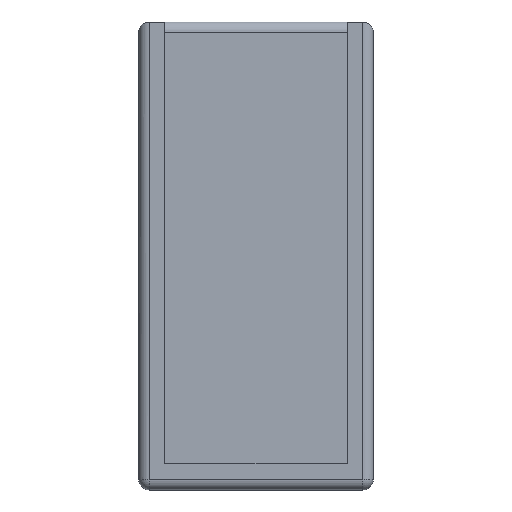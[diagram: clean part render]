
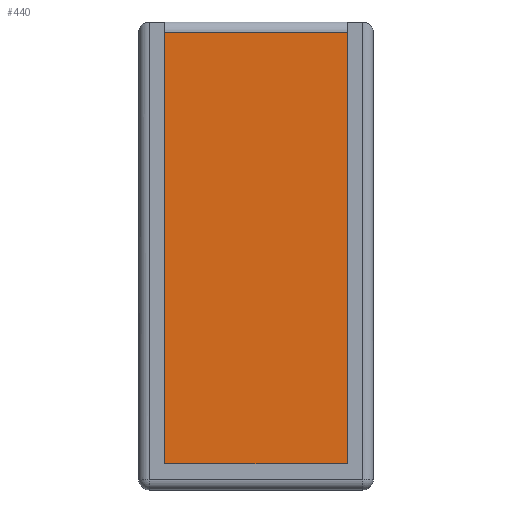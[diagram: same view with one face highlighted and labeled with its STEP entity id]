
A CAD part, top view. The second image highlights one B-rep face of the part: STEP entity #440.
In plain terms, the highlighted planar face has unit normal (0, 0, 1).
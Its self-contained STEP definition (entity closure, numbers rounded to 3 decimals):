
#22=PLANE('',#497);
#49=FACE_OUTER_BOUND('',#74,.T.);
#74=EDGE_LOOP('',(#374,#375,#376,#377));
#105=LINE('',#729,#146);
#118=LINE('',#768,#159);
#121=LINE('',#774,#162);
#122=LINE('',#775,#163);
#146=VECTOR('',#562,2.);
#159=VECTOR('',#607,10.);
#162=VECTOR('',#614,10.);
#163=VECTOR('',#615,10.);
#211=VERTEX_POINT('',#726);
#212=VERTEX_POINT('',#728);
#222=VERTEX_POINT('',#767);
#223=VERTEX_POINT('',#773);
#257=EDGE_CURVE('',#211,#212,#105,.T.);
#278=EDGE_CURVE('',#222,#212,#118,.T.);
#281=EDGE_CURVE('',#211,#223,#121,.T.);
#282=EDGE_CURVE('',#223,#222,#122,.T.);
#374=ORIENTED_EDGE('',*,*,#257,.F.);
#375=ORIENTED_EDGE('',*,*,#281,.T.);
#376=ORIENTED_EDGE('',*,*,#282,.T.);
#377=ORIENTED_EDGE('',*,*,#278,.T.);
#440=ADVANCED_FACE('',(#49),#22,.T.);
#497=AXIS2_PLACEMENT_3D('',#772,#612,#613);
#562=DIRECTION('',(1.,0.,0.));
#607=DIRECTION('',(0.,1.,0.));
#612=DIRECTION('center_axis',(0.,0.,1.));
#613=DIRECTION('ref_axis',(1.,0.,0.));
#614=DIRECTION('',(0.,-1.,0.));
#615=DIRECTION('',(1.,0.,0.));
#726=CARTESIAN_POINT('',(-21.,42.092,0.));
#728=CARTESIAN_POINT('',(21.,42.092,0.));
#729=CARTESIAN_POINT('',(-22.4,42.092,0.));
#767=CARTESIAN_POINT('',(21.,-44.,0.));
#768=CARTESIAN_POINT('',(21.,-44.,0.));
#772=CARTESIAN_POINT('Origin',(0.,0.,0.));
#773=CARTESIAN_POINT('',(-21.,-44.,0.));
#774=CARTESIAN_POINT('',(-21.,44.,0.));
#775=CARTESIAN_POINT('',(-21.,-44.,0.));
